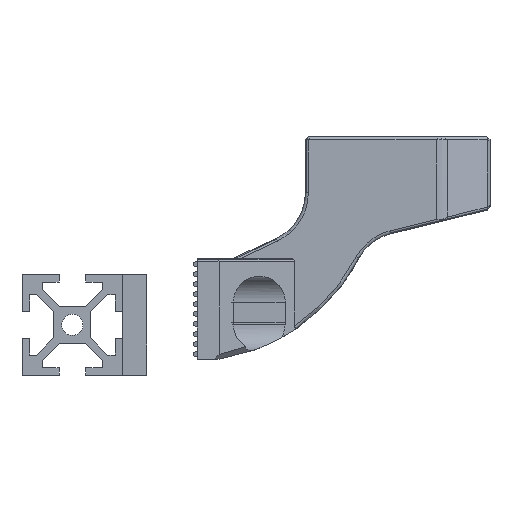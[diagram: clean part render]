
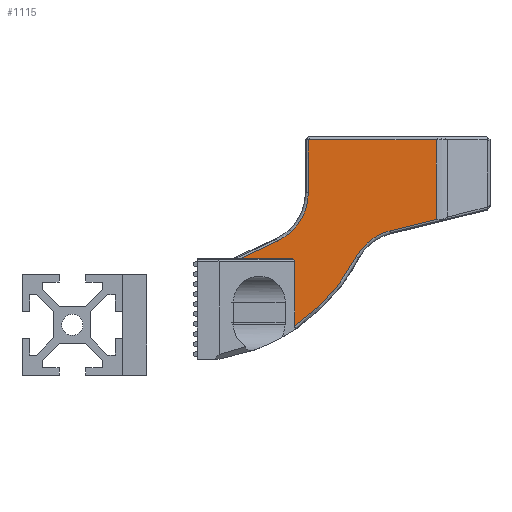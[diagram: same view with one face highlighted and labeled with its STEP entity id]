
A CAD part, front view. The second image highlights one B-rep face of the part: STEP entity #1115.
In plain terms, the highlighted planar face has unit normal (0, -1, 0).
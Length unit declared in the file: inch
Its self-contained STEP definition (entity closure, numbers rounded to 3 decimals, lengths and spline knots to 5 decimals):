
#1115=ADVANCED_FACE('',(#2370),#2371,.F.);
#2370=FACE_OUTER_BOUND('',#3841,.T.);
#2371=PLANE('',#3842);
#3841=EDGE_LOOP('',(#7011,#7012,#7013,#7014,#7015,#7016,#7017,#7018,#7019,#7020,#7021,#7022));
#3842=AXIS2_PLACEMENT_3D('',#7023,#7024,#7025);
#7011=ORIENTED_EDGE('',*,*,#9991,.F.);
#7012=ORIENTED_EDGE('',*,*,#9079,.F.);
#7013=ORIENTED_EDGE('',*,*,#8892,.F.);
#7014=ORIENTED_EDGE('',*,*,#9213,.F.);
#7015=ORIENTED_EDGE('',*,*,#9992,.F.);
#7016=ORIENTED_EDGE('',*,*,#9968,.T.);
#7017=ORIENTED_EDGE('',*,*,#9993,.F.);
#7018=ORIENTED_EDGE('',*,*,#9108,.F.);
#7019=ORIENTED_EDGE('',*,*,#9456,.T.);
#7020=ORIENTED_EDGE('',*,*,#9563,.F.);
#7021=ORIENTED_EDGE('',*,*,#9828,.F.);
#7022=ORIENTED_EDGE('',*,*,#9994,.F.);
#7023=CARTESIAN_POINT('',(1.00601,-0.40062,0.83931));
#7024=DIRECTION('',(0.,1.0,0.));
#7025=DIRECTION('',(0.,0.,-1.0));
#8892=EDGE_CURVE('',#10768,#10770,#10771,.T.);
#9079=EDGE_CURVE('',#10770,#11091,#11092,.T.);
#9108=EDGE_CURVE('',#11138,#11135,#11140,.F.);
#9213=EDGE_CURVE('',#11312,#10768,#11313,.T.);
#9456=EDGE_CURVE('',#11138,#11692,#11694,.T.);
#9563=EDGE_CURVE('',#11852,#11692,#11854,.T.);
#9828=EDGE_CURVE('',#12225,#11852,#12227,.T.);
#9968=EDGE_CURVE('',#12404,#12402,#12405,.T.);
#9991=EDGE_CURVE('',#11091,#12431,#12432,.T.);
#9992=EDGE_CURVE('',#12404,#11312,#12433,.T.);
#9993=EDGE_CURVE('',#11135,#12402,#12434,.F.);
#9994=EDGE_CURVE('',#12431,#12225,#12435,.T.);
#10768=VERTEX_POINT('',#13439);
#10770=VERTEX_POINT('',#13441);
#10771=LINE('',#13442,#13443);
#11091=VERTEX_POINT('',#13937);
#11092=LINE('',#13938,#13939);
#11135=VERTEX_POINT('',#13996);
#11138=VERTEX_POINT('',#14000);
#11140=ELLIPSE('',#14003,0.03341,0.02362);
#11312=VERTEX_POINT('',#14271);
#11313=CIRCLE('',#14272,0.41732);
#11692=VERTEX_POINT('',#14856);
#11694=LINE('',#14875,#14876);
#11852=VERTEX_POINT('',#15113);
#11854=CIRCLE('',#15126,1.46325);
#12225=VERTEX_POINT('',#15696);
#12227=CIRCLE('',#15698,0.41732);
#12402=VERTEX_POINT('',#15966);
#12404=VERTEX_POINT('',#15969);
#12405=LINE('',#15970,#15971);
#12431=VERTEX_POINT('',#16008);
#12432=LINE('',#16009,#16010);
#12433=LINE('',#16011,#16012);
#12434=ELLIPSE('',#16013,0.03341,0.02362);
#12435=LINE('',#16014,#16015);
#13439=CARTESIAN_POINT('',(1.45129,-0.40062,1.42733));
#13441=CARTESIAN_POINT('',(1.45129,-0.40062,1.84051));
#13442=CARTESIAN_POINT('',(1.45129,-0.40062,1.08196));
#13443=VECTOR('',#16913,1.0);
#13937=CARTESIAN_POINT('',(2.45179,-0.40062,1.84051));
#13938=CARTESIAN_POINT('',(2.68741,-0.40062,1.84051));
#13939=VECTOR('',#17138,1.0);
#13996=CARTESIAN_POINT('',(1.33372,-0.40062,0.90551));
#14000=CARTESIAN_POINT('',(1.3435,-0.40062,0.88881));
#14003=AXIS2_PLACEMENT_3D('',#17182,#17183,#17184);
#14271=CARTESIAN_POINT('',(1.21021,-0.40062,1.04905));
#14272=AXIS2_PLACEMENT_3D('',#17310,#17311,#17312);
#14856=CARTESIAN_POINT('',(1.3435,-0.40062,0.38373));
#14875=CARTESIAN_POINT('',(1.3435,-0.40062,0.44757));
#14876=VECTOR('',#17562,1.0);
#15113=CARTESIAN_POINT('',(1.82621,-0.40062,0.9283));
#15126=AXIS2_PLACEMENT_3D('',#17692,#17693,#17694);
#15696=CARTESIAN_POINT('',(2.09006,-0.40062,1.12871));
#15698=AXIS2_PLACEMENT_3D('',#17970,#17971,#17972);
#15966=CARTESIAN_POINT('',(1.3101,-0.40062,0.91243));
#15969=CARTESIAN_POINT('',(0.91697,-0.40062,0.91243));
#15970=CARTESIAN_POINT('',(0.87308,-0.40062,0.91243));
#15971=VECTOR('',#18107,1.0);
#16008=CARTESIAN_POINT('',(2.45179,-0.40062,1.21777));
#16009=CARTESIAN_POINT('',(2.45179,-0.40062,0.96727));
#16010=VECTOR('',#18128,6.0);
#16011=CARTESIAN_POINT('',(1.0393,-0.40062,0.96942));
#16012=VECTOR('',#18129,1.);
#16013=AXIS2_PLACEMENT_3D('',#18130,#18131,#18132);
#16014=CARTESIAN_POINT('',(1.54194,-0.40062,0.99377));
#16015=VECTOR('',#18133,1.);
#16913=DIRECTION('',(0.0,0.,1.0));
#17138=DIRECTION('',(1.0,0.0,0.0));
#17182=CARTESIAN_POINT('',(1.3101,-0.40062,0.88881));
#17183=DIRECTION('',(0.,1.0,0.));
#17184=DIRECTION('',(1.0,0.,0.));
#17310=CARTESIAN_POINT('',(1.03397,-0.40062,1.42733));
#17311=DIRECTION('',(0.,-1.0,0.));
#17312=DIRECTION('',(0.843,0.,-0.537));
#17562=DIRECTION('',(0.0,0.,-1.0));
#17692=CARTESIAN_POINT('',(0.52426,-0.40062,1.59615));
#17693=DIRECTION('',(0.,1.0,0.));
#17694=DIRECTION('',(0.769,0.,-0.639));
#17970=CARTESIAN_POINT('',(2.18982,-0.40062,0.72349));
#17971=DIRECTION('',(0.,-1.0,0.));
#17972=DIRECTION('',(-0.604,0.,0.797));
#18107=DIRECTION('',(1.0,0.0,0.0));
#18128=DIRECTION('',(0.,0.,-1.0));
#18129=DIRECTION('',(0.906,0.,0.422));
#18130=CARTESIAN_POINT('',(1.3101,-0.40062,0.88881));
#18131=DIRECTION('',(0.,1.0,0.));
#18132=DIRECTION('',(1.0,0.,0.));
#18133=DIRECTION('',(-0.971,0.,-0.239));
